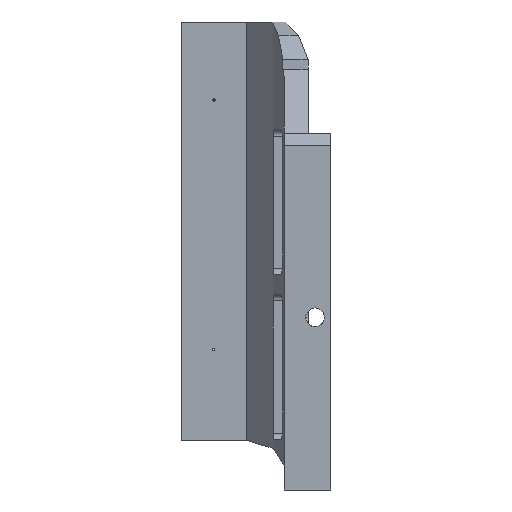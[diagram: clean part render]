
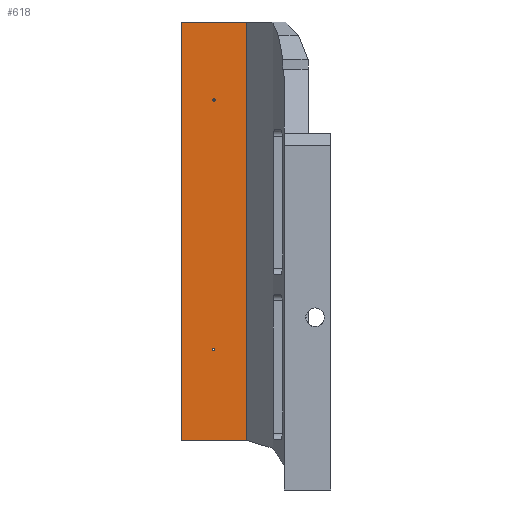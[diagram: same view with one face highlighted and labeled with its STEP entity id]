
A CAD part, front view. The second image highlights one B-rep face of the part: STEP entity #618.
In plain terms, the highlighted planar face has unit normal (0, -1, 0).
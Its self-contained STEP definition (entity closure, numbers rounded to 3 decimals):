
#72 = VERTEX_POINT('',#73);
#73 = CARTESIAN_POINT('',(20.935,55.05,
    -59.044));
#79 = EDGE_CURVE('',#72,#80,#82,.T.);
#80 = VERTEX_POINT('',#81);
#81 = CARTESIAN_POINT('',(0.,55.05,
    -59.044));
#82 = LINE('',#83,#84);
#83 = CARTESIAN_POINT('',(23.801,55.05,
    -59.044));
#84 = VECTOR('',#85,1.);
#85 = DIRECTION('',(-1.,0.,0.));
#379 = VERTEX_POINT('',#380);
#380 = CARTESIAN_POINT('',(0.,55.05,75.));
#386 = EDGE_CURVE('',#80,#379,#387,.T.);
#387 = LINE('',#388,#389);
#388 = CARTESIAN_POINT('',(0.,55.05,-75.));
#389 = VECTOR('',#390,1.);
#390 = DIRECTION('',(0.,0.,1.));
#618 = ADVANCED_FACE('',(#619,#637,#648),#659,.F.);
#619 = FACE_BOUND('',#620,.F.);
#620 = EDGE_LOOP('',(#621,#622,#623,#631));
#621 = ORIENTED_EDGE('',*,*,#79,.T.);
#622 = ORIENTED_EDGE('',*,*,#386,.T.);
#623 = ORIENTED_EDGE('',*,*,#624,.T.);
#624 = EDGE_CURVE('',#379,#625,#627,.T.);
#625 = VERTEX_POINT('',#626);
#626 = CARTESIAN_POINT('',(20.935,55.05,75.));
#627 = LINE('',#628,#629);
#628 = CARTESIAN_POINT('',(0.,55.05,75.));
#629 = VECTOR('',#630,1.);
#630 = DIRECTION('',(1.,0.,0.));
#631 = ORIENTED_EDGE('',*,*,#632,.F.);
#632 = EDGE_CURVE('',#72,#625,#633,.T.);
#633 = LINE('',#634,#635);
#634 = CARTESIAN_POINT('',(20.935,55.05,-75.));
#635 = VECTOR('',#636,1.);
#636 = DIRECTION('',(0.,0.,1.));
#637 = FACE_BOUND('',#638,.F.);
#638 = EDGE_LOOP('',(#639));
#639 = ORIENTED_EDGE('',*,*,#640,.T.);
#640 = EDGE_CURVE('',#641,#641,#643,.T.);
#641 = VERTEX_POINT('',#642);
#642 = CARTESIAN_POINT('',(10.924,55.05,50.017));
#643 = CIRCLE('',#644,0.375);
#644 = AXIS2_PLACEMENT_3D('',#645,#646,#647);
#645 = CARTESIAN_POINT('',(10.549,55.05,50.017));
#646 = DIRECTION('',(0.,-1.,0.));
#647 = DIRECTION('',(1.,0.,0.));
#648 = FACE_BOUND('',#649,.F.);
#649 = EDGE_LOOP('',(#650));
#650 = ORIENTED_EDGE('',*,*,#651,.T.);
#651 = EDGE_CURVE('',#652,#652,#654,.T.);
#652 = VERTEX_POINT('',#653);
#653 = CARTESIAN_POINT('',(10.688,55.05,
    -30.003));
#654 = CIRCLE('',#655,0.375);
#655 = AXIS2_PLACEMENT_3D('',#656,#657,#658);
#656 = CARTESIAN_POINT('',(10.313,55.05,
    -30.003));
#657 = DIRECTION('',(0.,-1.,0.));
#658 = DIRECTION('',(1.,0.,0.));
#659 = PLANE('',#660);
#660 = AXIS2_PLACEMENT_3D('',#661,#662,#663);
#661 = CARTESIAN_POINT('',(0.,55.05,-75.));
#662 = DIRECTION('',(0.,1.,0.));
#663 = DIRECTION('',(1.,0.,0.));
